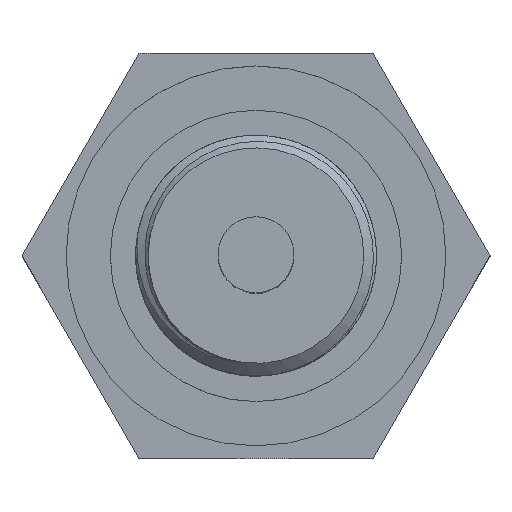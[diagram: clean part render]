
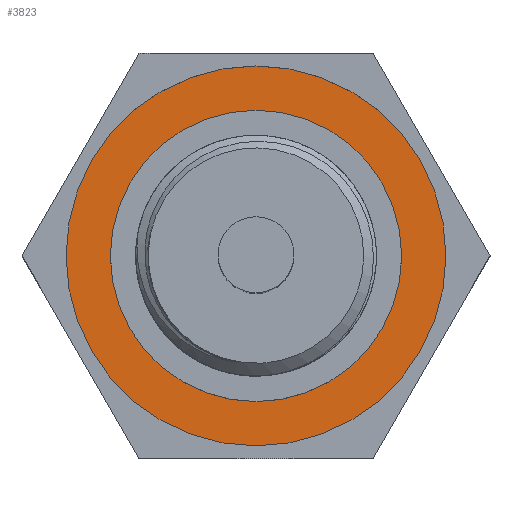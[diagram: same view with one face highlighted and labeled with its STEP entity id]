
A CAD part, top view. The second image highlights one B-rep face of the part: STEP entity #3823.
In plain terms, the highlighted planar face has unit normal (0, 0, 1).
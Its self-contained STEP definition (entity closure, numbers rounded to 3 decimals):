
#649=PLANE($,#3990);
#694=FACE_BOUND($,#1357,.T.);
#695=FACE_BOUND($,#1358,.T.);
#779=CIRCLE($,#3985,11.5);
#781=CIRCLE($,#3988,15.);
#1357=EDGE_LOOP($,(#3449));
#1358=EDGE_LOOP($,(#3450));
#1953=VERTEX_POINT($,#8891);
#1955=VERTEX_POINT($,#8896);
#2474=EDGE_CURVE($,#1953,#1953,#779,.T.);
#2476=EDGE_CURVE($,#1955,#1955,#781,.T.);
#3449=ORIENTED_EDGE($,*,*,#2474,.F.);
#3450=ORIENTED_EDGE($,*,*,#2476,.T.);
#3823=ADVANCED_FACE($,(#694,#695),#649,.F.);
#3985=AXIS2_PLACEMENT_3D($,#8892,#4575,#4576);
#3988=AXIS2_PLACEMENT_3D($,#8897,#4581,#4582);
#3990=AXIS2_PLACEMENT_3D($,#8900,#4585,#4586);
#4575=DIRECTION('center_axis',(0.,0.,
1.));
#4576=DIRECTION('ref_axis',(-1.,0.,0.));
#4581=DIRECTION('center_axis',(0.,0.,
1.));
#4582=DIRECTION('ref_axis',(-1.,0.,0.));
#4585=DIRECTION('center_axis',(0.,0.,
-1.));
#4586=DIRECTION('ref_axis',(-1.,0.,0.));
#8891=CARTESIAN_POINT('',(11.5,0.,26.18));
#8892=CARTESIAN_POINT('Origin',(0.,0.,
26.18));
#8896=CARTESIAN_POINT('',(15.,0.,26.18));
#8897=CARTESIAN_POINT('Origin',(0.,0.,
26.18));
#8900=CARTESIAN_POINT('Origin',(0.,0.,
26.18));
